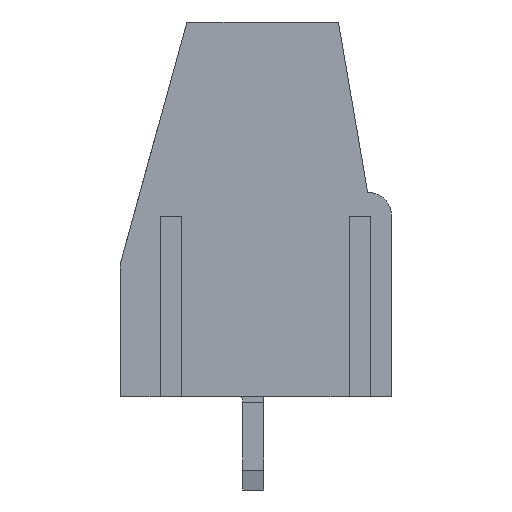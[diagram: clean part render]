
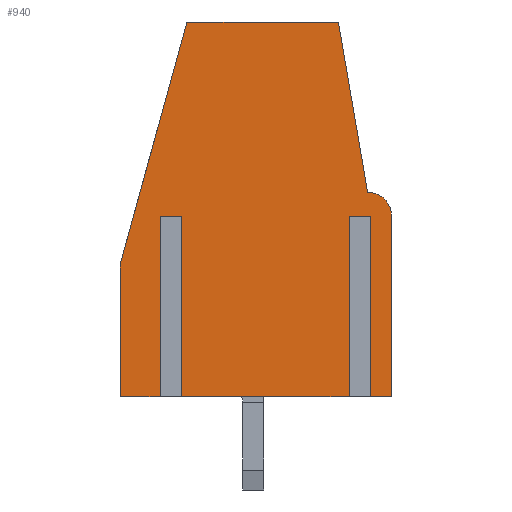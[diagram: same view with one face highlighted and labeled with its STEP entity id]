
A CAD part, left-side view. The second image highlights one B-rep face of the part: STEP entity #940.
In plain terms, the highlighted planar face has unit normal (-1, 0, 0).
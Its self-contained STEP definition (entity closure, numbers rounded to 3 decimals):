
#940=ADVANCED_FACE('',(#4658),#4660,.T.);
#4658=FACE_BOUND('',#4659,.T.);
#4659=EDGE_LOOP('',(#7839,#7840,#7841,#7842,#7843,#7844,#7845,#7846,#7847,#7848,
#7849,#7850,#7851,#7852,#7853));
#4660=PLANE('',#4661);
#4661=AXIS2_PLACEMENT_3D('',#4662,#4663,#4664);
#4662=CARTESIAN_POINT('',(-2.5,0.,0.));
#4663=DIRECTION('',(-1.,0.,0.));
#4664=DIRECTION('',(0.,0.,-1.));
#7839=ORIENTED_EDGE('',*,*,#9965,.F.);
#7840=ORIENTED_EDGE('',*,*,#9966,.F.);
#7841=ORIENTED_EDGE('',*,*,#9967,.F.);
#7842=ORIENTED_EDGE('',*,*,#9698,.T.);
#7843=ORIENTED_EDGE('',*,*,#9968,.F.);
#7844=ORIENTED_EDGE('',*,*,#9969,.F.);
#7845=ORIENTED_EDGE('',*,*,#9970,.F.);
#7846=ORIENTED_EDGE('',*,*,#9694,.T.);
#7847=ORIENTED_EDGE('',*,*,#9932,.T.);
#7848=ORIENTED_EDGE('',*,*,#9930,.T.);
#7849=ORIENTED_EDGE('',*,*,#9928,.T.);
#7850=ORIENTED_EDGE('',*,*,#9918,.T.);
#7851=ORIENTED_EDGE('',*,*,#9898,.T.);
#7852=ORIENTED_EDGE('',*,*,#9888,.T.);
#7853=ORIENTED_EDGE('',*,*,#9702,.T.);
#9694=EDGE_CURVE('',#10828,#10826,#10829,.T.);
#9698=EDGE_CURVE('',#10836,#10834,#10837,.T.);
#9702=EDGE_CURVE('',#10844,#10842,#10845,.T.);
#9888=EDGE_CURVE('',#11209,#10844,#11210,.T.);
#9898=EDGE_CURVE('',#11226,#11209,#11227,.T.);
#9918=EDGE_CURVE('',#11259,#11226,#11260,.T.);
#9928=EDGE_CURVE('',#11278,#11259,#11279,.T.);
#9930=EDGE_CURVE('',#11281,#11278,#11282,.T.);
#9932=EDGE_CURVE('',#10826,#11281,#11284,.T.);
#9965=EDGE_CURVE('',#11349,#10842,#11350,.T.);
#9966=EDGE_CURVE('',#11351,#11349,#11352,.F.);
#9967=EDGE_CURVE('',#10836,#11351,#11353,.T.);
#9968=EDGE_CURVE('',#11354,#10834,#11355,.T.);
#9969=EDGE_CURVE('',#11356,#11354,#11357,.F.);
#9970=EDGE_CURVE('',#10828,#11356,#11358,.T.);
#10826=VERTEX_POINT('',#12659);
#10828=VERTEX_POINT('',#12663);
#10829=LINE('',#12664,#12665);
#10834=VERTEX_POINT('',#12675);
#10836=VERTEX_POINT('',#12679);
#10837=LINE('',#12680,#12681);
#10842=VERTEX_POINT('',#12691);
#10844=VERTEX_POINT('',#12695);
#10845=LINE('',#12696,#12697);
#11209=VERTEX_POINT('',#13432);
#11210=LINE('',#13433,#13434);
#11226=VERTEX_POINT('',#13469);
#11227=LINE('',#13470,#13471);
#11259=VERTEX_POINT('',#13542);
#11260=LINE('',#13543,#13544);
#11278=VERTEX_POINT('',#13589);
#11279=LINE('',#13590,#13591);
#11281=VERTEX_POINT('',#13596);
#11282=CIRCLE('',#13597,0.9);
#11284=LINE('',#13604,#13605);
#11349=VERTEX_POINT('',#13735);
#11350=LINE('',#13736,#13737);
#11351=VERTEX_POINT('',#13739);
#11352=LINE('',#13740,#13741);
#11353=LINE('',#13743,#13744);
#11354=VERTEX_POINT('',#13746);
#11355=LINE('',#13747,#13748);
#11356=VERTEX_POINT('',#13750);
#11357=LINE('',#13751,#13752);
#11358=LINE('',#13754,#13755);
#12659=CARTESIAN_POINT('',(-2.5,-5.2,0.));
#12663=CARTESIAN_POINT('',(-2.5,-4.325,0.));
#12664=CARTESIAN_POINT('',(-2.5,-4.325,0.));
#12665=VECTOR('',#12666,1.);
#12666=DIRECTION('',(0.,-1.,0.));
#12675=CARTESIAN_POINT('',(-2.5,-3.675,0.));
#12679=CARTESIAN_POINT('',(-2.5,2.775,0.));
#12680=CARTESIAN_POINT('',(-2.5,2.775,0.));
#12681=VECTOR('',#12682,1.);
#12682=DIRECTION('',(0.,-1.,0.));
#12691=CARTESIAN_POINT('',(-2.5,3.425,0.));
#12695=CARTESIAN_POINT('',(-2.5,5.,0.));
#12696=CARTESIAN_POINT('',(-2.5,5.,0.));
#12697=VECTOR('',#12698,1.);
#12698=DIRECTION('',(0.,-1.,0.));
#13432=CARTESIAN_POINT('',(-2.5,5.,5.));
#13433=CARTESIAN_POINT('',(-2.5,5.,5.));
#13434=VECTOR('',#13435,1.);
#13435=DIRECTION('',(0.,0.,-1.));
#13469=CARTESIAN_POINT('',(-2.5,2.5,14.1));
#13470=CARTESIAN_POINT('',(-2.5,2.5,14.1));
#13471=VECTOR('',#13472,1.);
#13472=DIRECTION('',(0.,0.265,-0.964));
#13542=CARTESIAN_POINT('',(-2.5,-3.2,14.1));
#13543=CARTESIAN_POINT('',(-2.5,-3.2,14.1));
#13544=VECTOR('',#13545,1.);
#13545=DIRECTION('',(0.,1.,0.));
#13589=CARTESIAN_POINT('',(-2.5,-4.3,7.7));
#13590=CARTESIAN_POINT('',(-2.5,-4.3,7.7));
#13591=VECTOR('',#13592,1.);
#13592=DIRECTION('',(0.,0.169,0.986));
#13596=CARTESIAN_POINT('',(-2.5,-5.2,6.8));
#13597=AXIS2_PLACEMENT_3D('',#13598,#13599,#13600);
#13598=CARTESIAN_POINT('',(-2.5,-4.3,6.8));
#13599=DIRECTION('',(-1.,-0.,-0.));
#13600=DIRECTION('',(0.,-1.,0.));
#13604=CARTESIAN_POINT('',(-2.5,-5.2,0.));
#13605=VECTOR('',#13606,1.);
#13606=DIRECTION('',(0.,0.,1.));
#13735=CARTESIAN_POINT('',(-2.5,3.425,6.8));
#13736=CARTESIAN_POINT('',(-2.5,3.425,6.8));
#13737=VECTOR('',#13738,1.);
#13738=DIRECTION('',(0.,0.,-1.));
#13739=CARTESIAN_POINT('',(-2.5,2.775,6.8));
#13740=CARTESIAN_POINT('',(-2.5,3.425,6.8));
#13741=VECTOR('',#13742,1.);
#13742=DIRECTION('',(0.,-1.,0.));
#13743=CARTESIAN_POINT('',(-2.5,2.775,0.));
#13744=VECTOR('',#13745,1.);
#13745=DIRECTION('',(0.,0.,1.));
#13746=CARTESIAN_POINT('',(-2.5,-3.675,6.8));
#13747=CARTESIAN_POINT('',(-2.5,-3.675,6.8));
#13748=VECTOR('',#13749,1.);
#13749=DIRECTION('',(0.,0.,-1.));
#13750=CARTESIAN_POINT('',(-2.5,-4.325,6.8));
#13751=CARTESIAN_POINT('',(-2.5,-3.675,6.8));
#13752=VECTOR('',#13753,1.);
#13753=DIRECTION('',(0.,-1.,0.));
#13754=CARTESIAN_POINT('',(-2.5,-4.325,0.));
#13755=VECTOR('',#13756,1.);
#13756=DIRECTION('',(0.,0.,1.));
